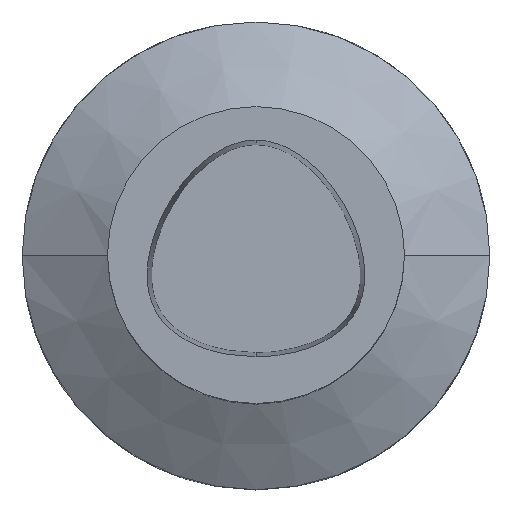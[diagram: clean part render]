
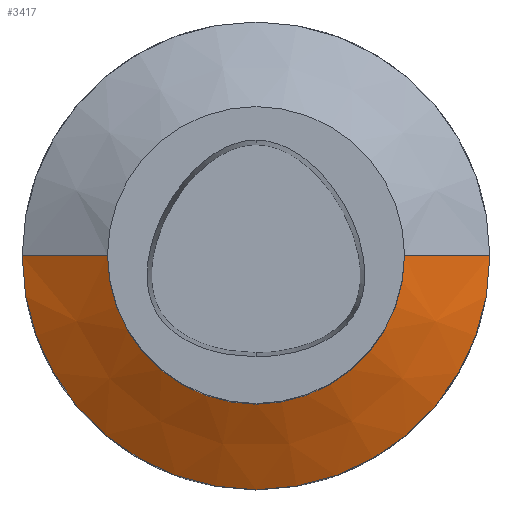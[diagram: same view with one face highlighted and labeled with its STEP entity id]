
A CAD part, top view. The second image highlights one B-rep face of the part: STEP entity #3417.
In plain terms, the highlighted conical face has half-angle 60.148 degrees and reference radius 31.5 mm.
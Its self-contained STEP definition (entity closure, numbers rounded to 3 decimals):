
#46 = CONICAL_SURFACE ( 'NONE', #4040, 31.5, 1.05 ) ;
#233 = EDGE_CURVE ( 'NONE', #3371, #659, #2336, .T. ) ;
#253 = CARTESIAN_POINT ( 'NONE',  ( 0., 0., 22. ) ) ;
#281 = EDGE_CURVE ( 'NONE', #2351, #659, #2582, .T. ) ;
#321 = DIRECTION ( 'NONE',  ( 0., 0., 1. ) ) ;
#375 = EDGE_CURVE ( 'NONE', #3371, #390, #898, .T. ) ;
#388 = LINE ( 'NONE', #4790, #1489 ) ;
#390 = VERTEX_POINT ( 'NONE', #4007 ) ;
#659 = VERTEX_POINT ( 'NONE', #3201 ) ;
#898 = CIRCLE ( 'NONE', #984, 20. ) ;
#984 = AXIS2_PLACEMENT_3D ( 'NONE', #4833, #2795, #2388 ) ;
#1318 = EDGE_LOOP ( 'NONE', ( #4556, #1978, #4445, #2315 ) ) ;
#1489 = VECTOR ( 'NONE', #3592, 1000. ) ;
#1809 = DIRECTION ( 'NONE',  ( 0., 0., -1. ) ) ;
#1978 = ORIENTED_EDGE ( 'NONE', *, *, #375, .T. ) ;
#2315 = ORIENTED_EDGE ( 'NONE', *, *, #281, .T. ) ;
#2336 = LINE ( 'NONE', #5115, #3110 ) ;
#2351 = VERTEX_POINT ( 'NONE', #3981 ) ;
#2388 = DIRECTION ( 'NONE',  ( -1., 0., 0. ) ) ;
#2414 = DIRECTION ( 'NONE',  ( 1., 0., 0. ) ) ;
#2582 = CIRCLE ( 'NONE', #3950, 31.5 ) ;
#2657 = DIRECTION ( 'NONE',  ( -1., 0., 0. ) ) ;
#2795 = DIRECTION ( 'NONE',  ( 0., 0., -1. ) ) ;
#3110 = VECTOR ( 'NONE', #3196, 1000. ) ;
#3196 = DIRECTION ( 'NONE',  ( 0.867, 0., -0.498 ) ) ;
#3201 = CARTESIAN_POINT ( 'NONE',  ( 31.5, 0., 22. ) ) ;
#3268 = EDGE_CURVE ( 'NONE', #390, #2351, #388, .T. ) ;
#3371 = VERTEX_POINT ( 'NONE', #4703 ) ;
#3417 = ADVANCED_FACE ( 'NONE', ( #4675 ), #46, .T. ) ;
#3592 = DIRECTION ( 'NONE',  ( -0.867, 0., -0.498 ) ) ;
#3950 = AXIS2_PLACEMENT_3D ( 'NONE', #4353, #321, #2414 ) ;
#3981 = CARTESIAN_POINT ( 'NONE',  ( -31.5, 0., 22. ) ) ;
#4007 = CARTESIAN_POINT ( 'NONE',  ( -20., 0., 28.6 ) ) ;
#4040 = AXIS2_PLACEMENT_3D ( 'NONE', #253, #1809, #2657 ) ;
#4353 = CARTESIAN_POINT ( 'NONE',  ( 0., 0., 22. ) ) ;
#4445 = ORIENTED_EDGE ( 'NONE', *, *, #3268, .T. ) ;
#4556 = ORIENTED_EDGE ( 'NONE', *, *, #233, .F. ) ;
#4675 = FACE_OUTER_BOUND ( 'NONE', #1318, .T. ) ;
#4703 = CARTESIAN_POINT ( 'NONE',  ( 20., 0., 28.6 ) ) ;
#4790 = CARTESIAN_POINT ( 'NONE',  ( -31.5, 0., 22. ) ) ;
#4833 = CARTESIAN_POINT ( 'NONE',  ( 0., 0., 28.6 ) ) ;
#5115 = CARTESIAN_POINT ( 'NONE',  ( 31.5, 0., 22. ) ) ;
